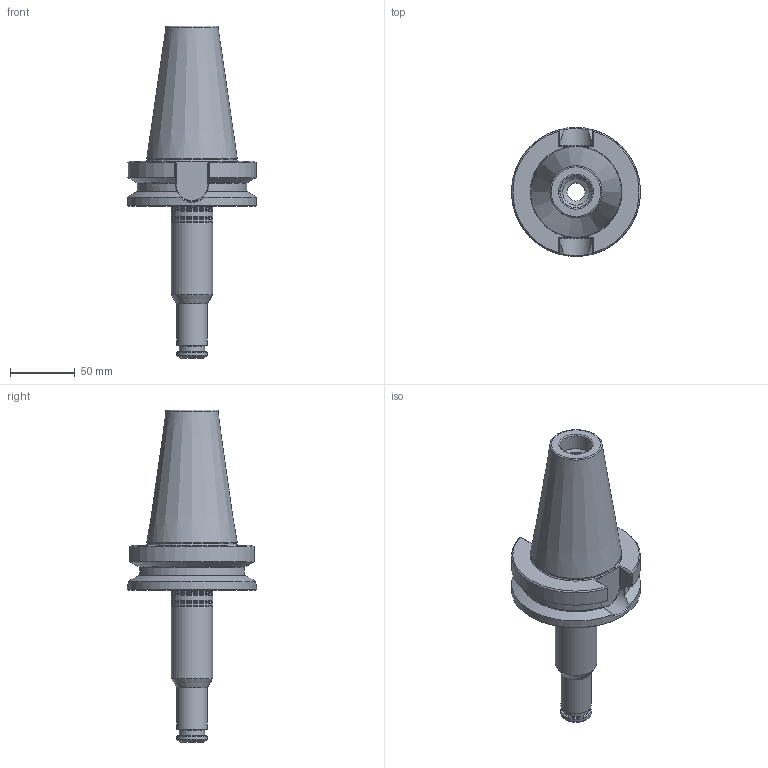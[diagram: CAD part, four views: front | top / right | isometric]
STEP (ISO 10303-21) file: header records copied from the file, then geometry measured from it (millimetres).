
FILE_DESCRIPTION(/* description */ (''),/* implementation_level */ '2;1');
FILE_NAME(/* name */ '415071580.stp',/* time_stamp */ '2021-01-08T12:33:38',/* author */ ('LRA'),/* organization */ ('REGO-FIX'),/* preprocessor_version */ ' Unknown',/* originating_system */ 'SIEMENS PLM Software Solid Edge ST10',/* authorization */ 'Unknown');
FILE_SCHEMA (('AUTOMOTIVE_DESIGN { 1 0 10303 214 2 1 1}'));
Length unit declared in the file: millimetre
Products named in the file (1): NOCUT
Bounding box: 100 x 100 x 257.3 mm (x, y, z)
Volume: 501768.4 mm3; surface area: 69395.7 mm2
Topology: 1 solids, 1 shells, 96 faces, 228 edges, 139 vertices
Faces by surface type: plane 31, cone 24, cylinder 23, torus 16, bspline 2
Full cylindrical faces by diameter (mm): 14 x1, 15 x1, 19.5 x1, 20.752 x2, 24 x2, 25 x1, 32 x1, 32.5 x3, 100 x1
Entity records: 3317 total; most frequent: CARTESIAN_POINT 638, DIRECTION 414, ORIENTED_EDGE 358, EDGE_CURVE 179, AXIS2_PLACEMENT_3D 179, EDGE_LOOP 144, FACE_BOUND 144, VERTEX_POINT 131
